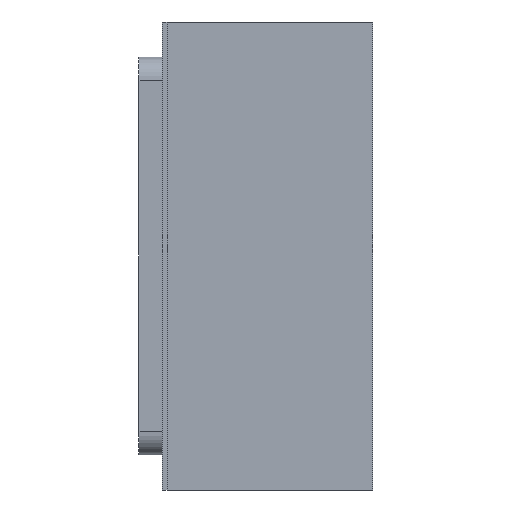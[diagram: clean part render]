
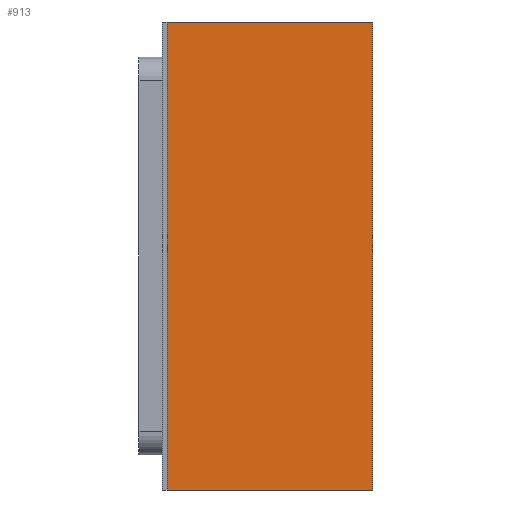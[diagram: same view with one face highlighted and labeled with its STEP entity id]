
A CAD part, left-side view. The second image highlights one B-rep face of the part: STEP entity #913.
In plain terms, the highlighted planar face has unit normal (-1, 0, 0).
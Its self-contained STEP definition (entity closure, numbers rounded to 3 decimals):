
#46 = AXIS2_PLACEMENT_3D ( 'NONE', #509, #1501, #244 ) ;
#82 = LINE ( 'NONE', #638, #615 ) ;
#99 = CARTESIAN_POINT ( 'NONE',  ( -0.8, 0., -0.5 ) ) ;
#164 = VERTEX_POINT ( 'NONE', #249 ) ;
#186 = DIRECTION ( 'NONE',  ( 0., -1., 0. ) ) ;
#190 = EDGE_CURVE ( 'NONE', #910, #1076, #1604, .T. ) ;
#244 = DIRECTION ( 'NONE',  ( 0., 0., 1. ) ) ;
#249 = CARTESIAN_POINT ( 'NONE',  ( -0.8, 0.44, -0.5 ) ) ;
#265 = EDGE_CURVE ( 'NONE', #910, #164, #989, .T. ) ;
#361 = CARTESIAN_POINT ( 'NONE',  ( -0.8, 0.44, 0.5 ) ) ;
#455 = VECTOR ( 'NONE', #186, 1000. ) ;
#508 = ORIENTED_EDGE ( 'NONE', *, *, #1290, .F. ) ;
#509 = CARTESIAN_POINT ( 'NONE',  ( -0.8, 0.44, 0. ) ) ;
#525 = DIRECTION ( 'NONE',  ( 0., 0., -1. ) ) ;
#544 = VECTOR ( 'NONE', #562, 1000. ) ;
#562 = DIRECTION ( 'NONE',  ( 0., 0., -1. ) ) ;
#615 = VECTOR ( 'NONE', #525, 1000. ) ;
#617 = PLANE ( 'NONE',  #46 ) ;
#638 = CARTESIAN_POINT ( 'NONE',  ( -0.8, 0., 0. ) ) ;
#782 = DIRECTION ( 'NONE',  ( 0., -1., 0. ) ) ;
#834 = VECTOR ( 'NONE', #782, 1000. ) ;
#910 = VERTEX_POINT ( 'NONE', #361 ) ;
#913 = ADVANCED_FACE ( 'NONE', ( #1095 ), #617, .T. ) ;
#989 = LINE ( 'NONE', #1307, #544 ) ;
#1076 = VERTEX_POINT ( 'NONE', #1357 ) ;
#1095 = FACE_OUTER_BOUND ( 'NONE', #1298, .T. ) ;
#1118 = ORIENTED_EDGE ( 'NONE', *, *, #190, .F. ) ;
#1121 = LINE ( 'NONE', #1456, #455 ) ;
#1169 = VERTEX_POINT ( 'NONE', #99 ) ;
#1173 = CARTESIAN_POINT ( 'NONE',  ( -0.8, 0.44, 0.5 ) ) ;
#1290 = EDGE_CURVE ( 'NONE', #1076, #1169, #82, .T. ) ;
#1298 = EDGE_LOOP ( 'NONE', ( #508, #1118, #1338, #1352 ) ) ;
#1307 = CARTESIAN_POINT ( 'NONE',  ( -0.8, 0.44, 0. ) ) ;
#1338 = ORIENTED_EDGE ( 'NONE', *, *, #265, .T. ) ;
#1352 = ORIENTED_EDGE ( 'NONE', *, *, #1519, .T. ) ;
#1357 = CARTESIAN_POINT ( 'NONE',  ( -0.8, 0., 0.5 ) ) ;
#1456 = CARTESIAN_POINT ( 'NONE',  ( -0.8, 0.44, -0.5 ) ) ;
#1501 = DIRECTION ( 'NONE',  ( -1., 0., 0. ) ) ;
#1519 = EDGE_CURVE ( 'NONE', #164, #1169, #1121, .T. ) ;
#1604 = LINE ( 'NONE', #1173, #834 ) ;
